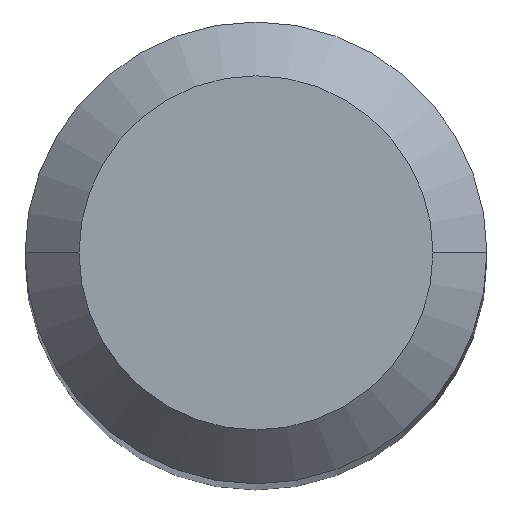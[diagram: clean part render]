
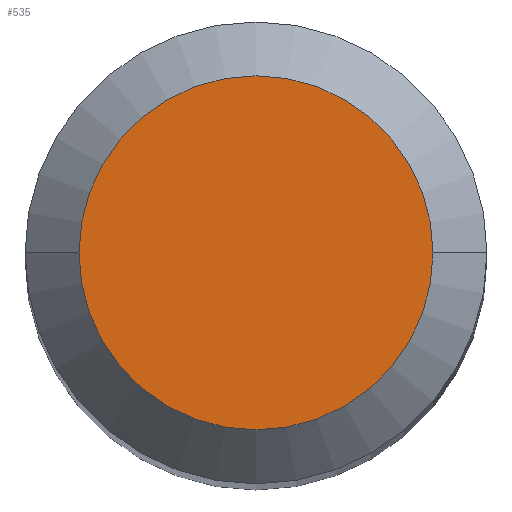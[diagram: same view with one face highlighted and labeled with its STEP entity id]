
A CAD part, top view. The second image highlights one B-rep face of the part: STEP entity #535.
In plain terms, the highlighted planar face has unit normal (0, 0, 1).
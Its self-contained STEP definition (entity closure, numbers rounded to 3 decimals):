
#76 = ORIENTED_EDGE ( 'NONE', *, *, #376, .T. ) ;
#125 = CARTESIAN_POINT ( 'NONE',  ( 0., 2.3, 0. ) ) ;
#207 = EDGE_CURVE ( 'NONE', #570, #652, #524, .T. ) ;
#256 = PLANE ( 'NONE',  #624 ) ;
#272 = DIRECTION ( 'NONE',  ( 1., 0., 0. ) ) ;
#291 = CARTESIAN_POINT ( 'NONE',  ( 2.3, 0., 0. ) ) ;
#323 = FACE_OUTER_BOUND ( 'NONE', #846, .T. ) ;
#335 = DIRECTION ( 'NONE',  ( 0., 0., 1. ) ) ;
#376 = EDGE_CURVE ( 'NONE', #652, #570, #634, .T. ) ;
#383 = DIRECTION ( 'NONE',  ( -1., 0., 0. ) ) ;
#392 = CARTESIAN_POINT ( 'NONE',  ( -2.3, 0., 0. ) ) ;
#398 = CARTESIAN_POINT ( 'NONE',  ( 0., 0., 0. ) ) ;
#524 = CIRCLE ( 'NONE', #602, 2.3 ) ;
#535 = ADVANCED_FACE ( 'NONE', ( #323 ), #256, .F. ) ;
#570 = VERTEX_POINT ( 'NONE', #392 ) ;
#573 = AXIS2_PLACEMENT_3D ( 'NONE', #808, #335, #272 ) ;
#602 = AXIS2_PLACEMENT_3D ( 'NONE', #398, #757, #691 ) ;
#615 = DIRECTION ( 'NONE',  ( 0., 0., -1. ) ) ;
#624 = AXIS2_PLACEMENT_3D ( 'NONE', #125, #615, #383 ) ;
#634 = CIRCLE ( 'NONE', #573, 2.3 ) ;
#652 = VERTEX_POINT ( 'NONE', #291 ) ;
#691 = DIRECTION ( 'NONE',  ( 1., 0., 0. ) ) ;
#757 = DIRECTION ( 'NONE',  ( 0., 0., 1. ) ) ;
#808 = CARTESIAN_POINT ( 'NONE',  ( 0., 0., 0. ) ) ;
#817 = ORIENTED_EDGE ( 'NONE', *, *, #207, .T. ) ;
#846 = EDGE_LOOP ( 'NONE', ( #817, #76 ) ) ;
